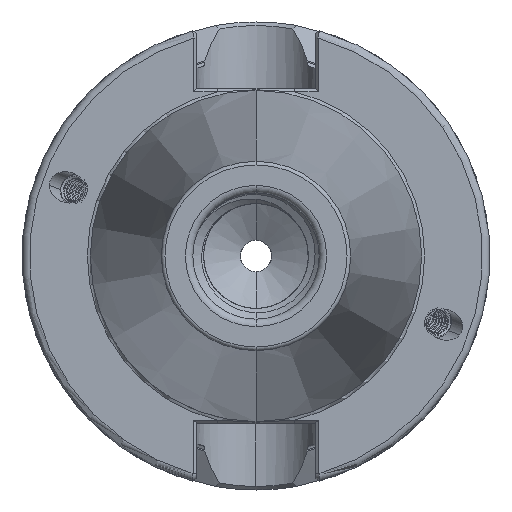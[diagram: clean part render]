
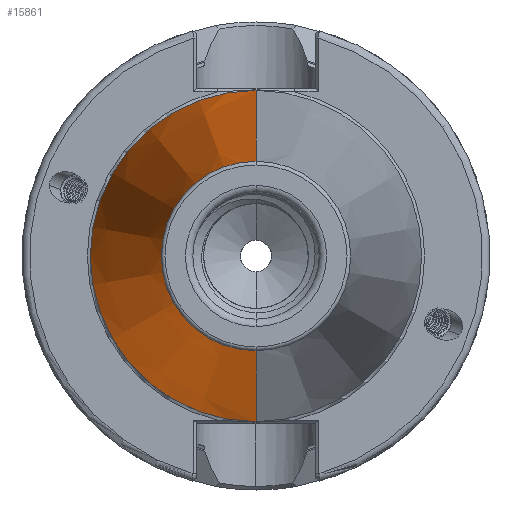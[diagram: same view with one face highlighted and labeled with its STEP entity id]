
A CAD part, left-side view. The second image highlights one B-rep face of the part: STEP entity #15861.
In plain terms, the highlighted conical face has half-angle 8.297 degrees and reference radius 22.298 mm.
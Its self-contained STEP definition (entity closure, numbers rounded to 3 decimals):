
#760 = EDGE_LOOP ( 'NONE', ( #825, #827, #826, #828 ) ) ;
#825 = ORIENTED_EDGE ( 'NONE', *, *, #15442, .T. ) ;
#826 = ORIENTED_EDGE ( 'NONE', *, *, #15439, .F. ) ;
#827 = ORIENTED_EDGE ( 'NONE', *, *, #15441, .T. ) ;
#828 = ORIENTED_EDGE ( 'NONE', *, *, #15443, .F. ) ;
#6576 = CIRCLE ( 'NONE', #16731, 22.298 ) ;
#6577 = CIRCLE ( 'NONE', #16736, 12.75 ) ;
#10605 = VERTEX_POINT ( 'NONE', #17036 ) ;
#10606 = VERTEX_POINT ( 'NONE', #17037 ) ;
#10607 = VERTEX_POINT ( 'NONE', #17038 ) ;
#10608 = VERTEX_POINT ( 'NONE', #17039 ) ;
#11778 = CONICAL_SURFACE ( 'NONE', #13541, 22.298, 0.145 ) ;
#13344 = CARTESIAN_POINT ( 'NONE',  ( -1.5, 0., 0. ) ) ;
#13345 = DIRECTION ( 'NONE',  ( 1., 0., 0. ) ) ;
#13346 = DIRECTION ( 'NONE',  ( 0., 0., -1. ) ) ;
#13539 = FACE_OUTER_BOUND ( 'NONE', #760, .T. ) ;
#13541 = AXIS2_PLACEMENT_3D ( 'NONE', #13344, #13345, #13346 ) ;
#14922 = CARTESIAN_POINT ( 'NONE',  ( -1.5, 0., 0. ) ) ;
#14923 = DIRECTION ( 'NONE',  ( 1., 0., 0. ) ) ;
#14924 = DIRECTION ( 'NONE',  ( 0., 0., -1. ) ) ;
#14925 = CARTESIAN_POINT ( 'NONE',  ( -66.972, 0., 0. ) ) ;
#14929 = LINE ( 'NONE', #14930, #16737 ) ;
#14930 = CARTESIAN_POINT ( 'NONE',  ( -1.5, 0., 22.298 ) ) ;
#14931 = DIRECTION ( 'NONE',  ( 0.99, 0., 0.144 ) ) ;
#14932 = DIRECTION ( 'NONE',  ( 1., 0., 0. ) ) ;
#14933 = DIRECTION ( 'NONE',  ( 0., 0., -1. ) ) ;
#14935 = LINE ( 'NONE', #14936, #16739 ) ;
#14936 = CARTESIAN_POINT ( 'NONE',  ( -1.5, 0., -22.298 ) ) ;
#14937 = DIRECTION ( 'NONE',  ( 0.99, 0., -0.144 ) ) ;
#15439 = EDGE_CURVE ( 'NONE', #10605, #10606, #6576, .T. ) ;
#15441 = EDGE_CURVE ( 'NONE', #10608, #10606, #14929, .T. ) ;
#15442 = EDGE_CURVE ( 'NONE', #10607, #10608, #6577, .T. ) ;
#15443 = EDGE_CURVE ( 'NONE', #10607, #10605, #14935, .T. ) ;
#15861 = ADVANCED_FACE ( 'NONE', ( #13539 ), #11778, .T. ) ;
#16731 = AXIS2_PLACEMENT_3D ( 'NONE', #14922, #14923, #14924 ) ;
#16736 = AXIS2_PLACEMENT_3D ( 'NONE', #14925, #14932, #14933 ) ;
#16737 = VECTOR ( 'NONE', #14931, 1000. ) ;
#16739 = VECTOR ( 'NONE', #14937, 1000. ) ;
#17036 = CARTESIAN_POINT ( 'NONE',  ( -1.5, 0., -22.298 ) ) ;
#17037 = CARTESIAN_POINT ( 'NONE',  ( -1.5, 0., 22.298 ) ) ;
#17038 = CARTESIAN_POINT ( 'NONE',  ( -66.972, 0., -12.75 ) ) ;
#17039 = CARTESIAN_POINT ( 'NONE',  ( -66.972, 0., 12.75 ) ) ;
